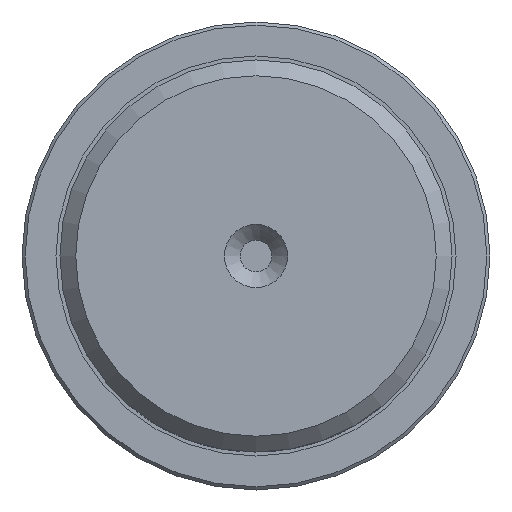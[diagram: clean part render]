
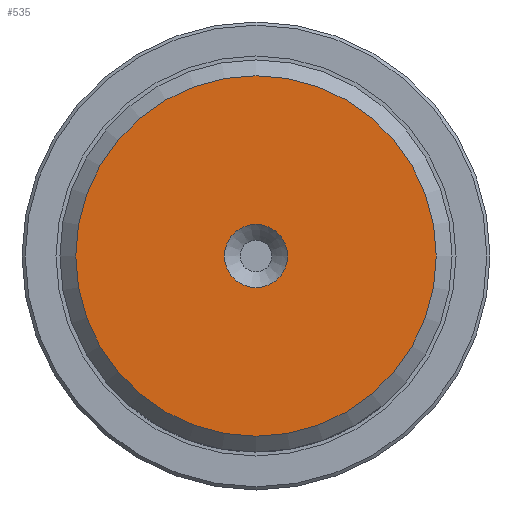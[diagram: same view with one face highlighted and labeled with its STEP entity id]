
A CAD part, left-side view. The second image highlights one B-rep face of the part: STEP entity #535.
In plain terms, the highlighted planar face has unit normal (-1, 0, 0).
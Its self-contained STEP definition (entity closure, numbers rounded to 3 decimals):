
#38=CIRCLE('',#591,5.7);
#39=CIRCLE('',#593,1.);
#56=PLANE('',#592);
#196=ORIENTED_EDGE('',*,*,#287,.T.);
#197=ORIENTED_EDGE('',*,*,#286,.T.);
#286=EDGE_CURVE('',#342,#342,#38,.T.);
#287=EDGE_CURVE('',#343,#343,#39,.T.);
#342=VERTEX_POINT('',#2925);
#343=VERTEX_POINT('',#2928);
#416=EDGE_LOOP('',(#196));
#417=EDGE_LOOP('',(#197));
#478=FACE_BOUND('',#416,.T.);
#479=FACE_BOUND('',#417,.T.);
#535=ADVANCED_FACE('',(#478,#479),#56,.T.);
#591=AXIS2_PLACEMENT_3D('',#2924,#688,#689);
#592=AXIS2_PLACEMENT_3D('',#2926,#690,#691);
#593=AXIS2_PLACEMENT_3D('',#2927,#692,#693);
#688=DIRECTION('',(-1.,0.,0.));
#689=DIRECTION('',(0.,0.,1.));
#690=DIRECTION('',(-1.,0.,0.));
#691=DIRECTION('',(0.,0.,1.));
#692=DIRECTION('',(1.,0.,0.));
#693=DIRECTION('',(0.,1.,0.));
#2924=CARTESIAN_POINT('',(0.,0.,0.));
#2925=CARTESIAN_POINT('',(0.,0.,5.7));
#2926=CARTESIAN_POINT('',(0.,0.,0.));
#2927=CARTESIAN_POINT('',(0.,0.,0.));
#2928=CARTESIAN_POINT('',(0.,1.,0.));
